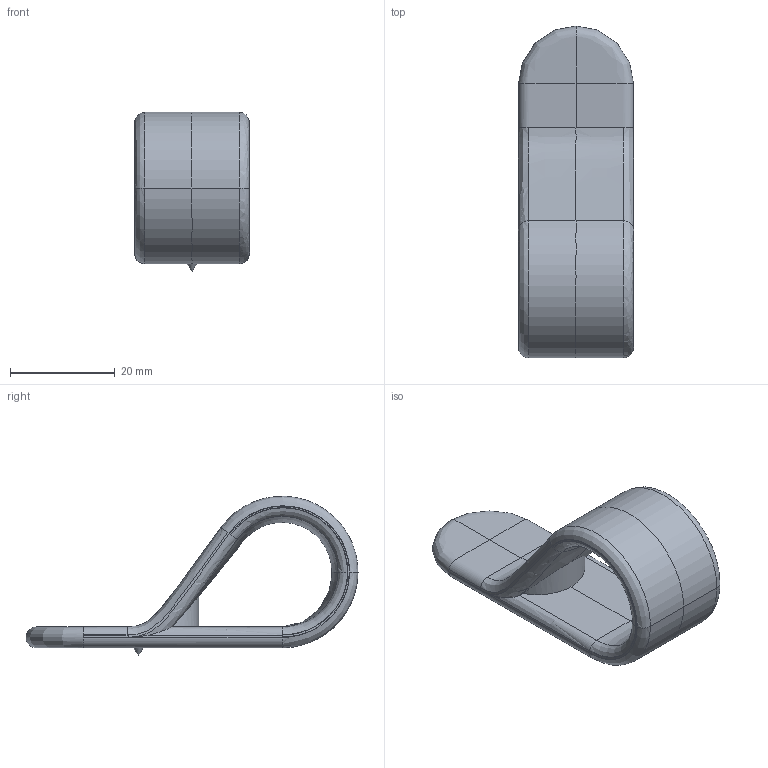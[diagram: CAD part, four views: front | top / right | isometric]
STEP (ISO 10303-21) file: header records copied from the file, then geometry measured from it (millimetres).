
FILE_DESCRIPTION(/* description */ (''),/* implementation_level */ '2;1');
FILE_NAME(/* name */ '0590_032_01.stp',/* time_stamp */ '2023-01-03T08:38:00+01:00',/* author */ ('jferrer'),/* organization */ (''),/* preprocessor_version */ 'ST-DEVELOPER v18.1',/* originating_system */ 'Autodesk Inventor 2022',/* authorisation */ '');
FILE_SCHEMA (('CONFIG_CONTROL_DESIGN'));
Length unit declared in the file: millimetre
Products named in the file (1): 0590_032_00
Bounding box: 22 x 63.5 x 30.47 mm (x, y, z)
Volume: 10870.1 mm3; surface area: 5768.2 mm2
Topology: 1 solids, 1 shells, 133 faces, 337 edges, 209 vertices
Faces by surface type: plane 57, bspline 52, cylinder 21, cone 3
Full cylindrical faces by diameter (mm): 1.548 x1, 1.8 x1, 3.242 x1
Entity records: 9064 total; most frequent: CARTESIAN_POINT 6238, ORIENTED_EDGE 664, DIRECTION 463, EDGE_CURVE 332, VERTEX_POINT 210, LINE 183, VECTOR 183, EDGE_LOOP 144
